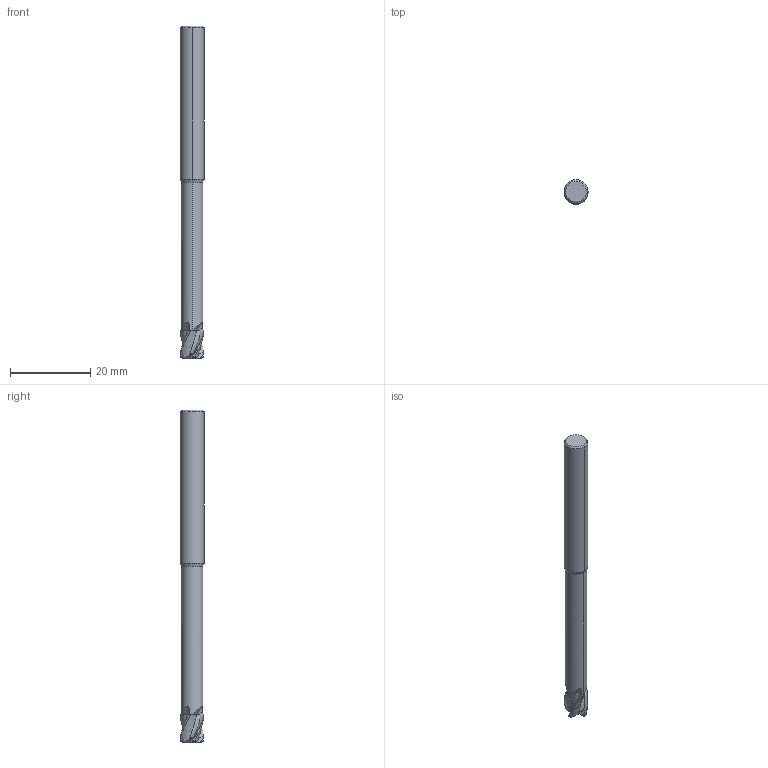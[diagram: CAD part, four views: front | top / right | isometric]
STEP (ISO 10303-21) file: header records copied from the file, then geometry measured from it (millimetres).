
FILE_DESCRIPTION(('no description'),'unknown implementation level');
FILE_NAME('EXPK1-M06-0113-6_0_5-Detail.stp',' ',('CIMSOURCE GmbH'),('CADClick - KiM GmbH - www.kimweb.de'),'unknown preprocess','ACIS','unknown authorization');
FILE_SCHEMA(('automotive_design'));
Length unit declared in the file: millimetre
Products named in the file (2): NOCUT; CUT
Bounding box: 6 x 6 x 83 mm (x, y, z)
Volume: 2075 mm3; surface area: 1596.1 mm2
Topology: 2 solids, 2 shells, 101 faces, 274 edges, 173 vertices
Faces by surface type: bspline 36, plane 33, cone 12, revolution 12, cylinder 4, torus 4
Entity records: 12202 total; most frequent: CARTESIAN_POINT 7010, STYLED_ITEM 546, PRESENTATION_STYLE_ASSIGNMENT 546, COLOUR_RGB 546, ORIENTED_EDGE 540, DIRECTION 286, EDGE_CURVE 270, CURVE_STYLE 270
